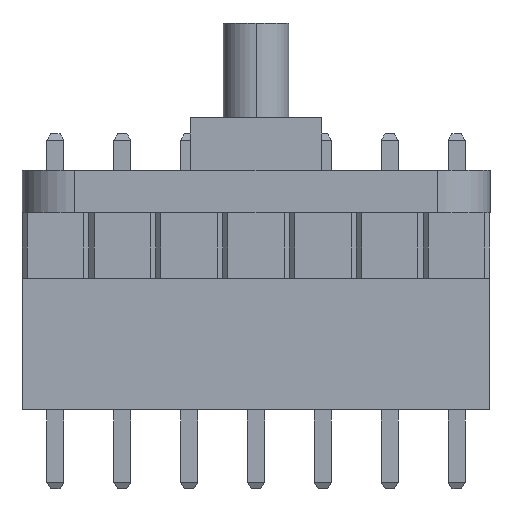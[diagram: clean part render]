
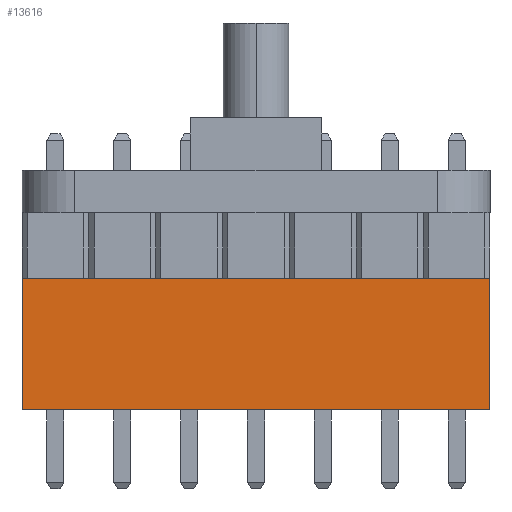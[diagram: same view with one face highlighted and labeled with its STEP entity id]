
A CAD part, left-side view. The second image highlights one B-rep face of the part: STEP entity #13616.
In plain terms, the highlighted face is planar.
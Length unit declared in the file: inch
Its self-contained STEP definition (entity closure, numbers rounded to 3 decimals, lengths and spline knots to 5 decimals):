
#756 = AXIS2_PLACEMENT_3D ( 'NONE', #8373, #1310, #7000 ) ;
#1310 = DIRECTION ( 'NONE',  ( 0., 0., -1. ) ) ;
#1732 = EDGE_CURVE ( 'NONE', #13622, #16131, #15817, .T. ) ;
#1994 = CARTESIAN_POINT ( 'NONE',  ( 0.65, 0., 0.05 ) ) ;
#3472 = CARTESIAN_POINT ( 'NONE',  ( 0.65, 0.19685, 0.05 ) ) ;
#4354 = DIRECTION ( 'NONE',  ( 1., 0., 0. ) ) ;
#4927 = EDGE_CURVE ( 'NONE', #10982, #16131, #10599, .T. ) ;
#5021 = CARTESIAN_POINT ( 'NONE',  ( -0.05, 0.19685, 0.05 ) ) ;
#5308 = ORIENTED_EDGE ( 'NONE', *, *, #1732, .T. ) ;
#5495 = PLANE ( 'NONE',  #756 ) ;
#5928 = VERTEX_POINT ( 'NONE', #12836 ) ;
#5931 = EDGE_CURVE ( 'NONE', #5928, #10982, #13014, .T. ) ;
#6666 = ORIENTED_EDGE ( 'NONE', *, *, #17248, .T. ) ;
#7000 = DIRECTION ( 'NONE',  ( -1., 0., 0. ) ) ;
#7441 = DIRECTION ( 'NONE',  ( 0., -1., 0. ) ) ;
#7539 = VECTOR ( 'NONE', #9213, 39.37008 ) ;
#8151 = EDGE_LOOP ( 'NONE', ( #5308, #10960, #15857, #6666 ) ) ;
#8208 = VECTOR ( 'NONE', #7441, 39.37008 ) ;
#8373 = CARTESIAN_POINT ( 'NONE',  ( -0.05, 0.19685, 0.05 ) ) ;
#8687 = DIRECTION ( 'NONE',  ( 1., 0., 0. ) ) ;
#9213 = DIRECTION ( 'NONE',  ( 0., -1., 0. ) ) ;
#10070 = CARTESIAN_POINT ( 'NONE',  ( -0.05, 0.19685, 0.05 ) ) ;
#10187 = VECTOR ( 'NONE', #8687, 39.37008 ) ;
#10599 = LINE ( 'NONE', #3472, #7539 ) ;
#10960 = ORIENTED_EDGE ( 'NONE', *, *, #4927, .F. ) ;
#10982 = VERTEX_POINT ( 'NONE', #15931 ) ;
#11214 = FACE_OUTER_BOUND ( 'NONE', #8151, .T. ) ;
#11367 = CARTESIAN_POINT ( 'NONE',  ( -0.05, 0., 0.05 ) ) ;
#11475 = VECTOR ( 'NONE', #4354, 39.37008 ) ;
#12022 = LINE ( 'NONE', #5021, #8208 ) ;
#12591 = CARTESIAN_POINT ( 'NONE',  ( -0.05, 0., 0.05 ) ) ;
#12836 = CARTESIAN_POINT ( 'NONE',  ( -0.05, 0.19685, 0.05 ) ) ;
#13014 = LINE ( 'NONE', #10070, #10187 ) ;
#13616 = ADVANCED_FACE ( 'NONE', ( #11214 ), #5495, .F. ) ;
#13622 = VERTEX_POINT ( 'NONE', #12591 ) ;
#15817 = LINE ( 'NONE', #11367, #11475 ) ;
#15857 = ORIENTED_EDGE ( 'NONE', *, *, #5931, .F. ) ;
#15931 = CARTESIAN_POINT ( 'NONE',  ( 0.65, 0.19685, 0.05 ) ) ;
#16131 = VERTEX_POINT ( 'NONE', #1994 ) ;
#17248 = EDGE_CURVE ( 'NONE', #5928, #13622, #12022, .T. ) ;
